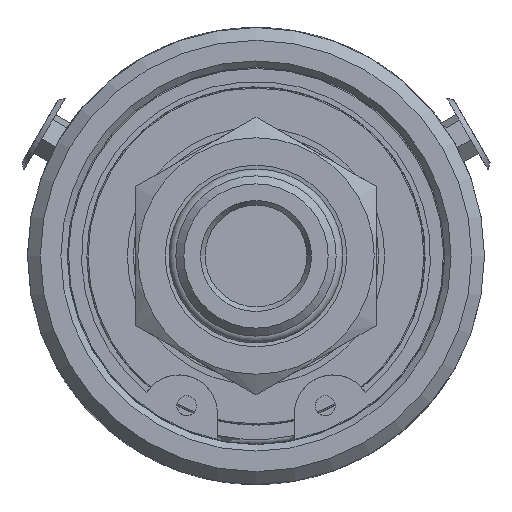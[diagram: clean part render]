
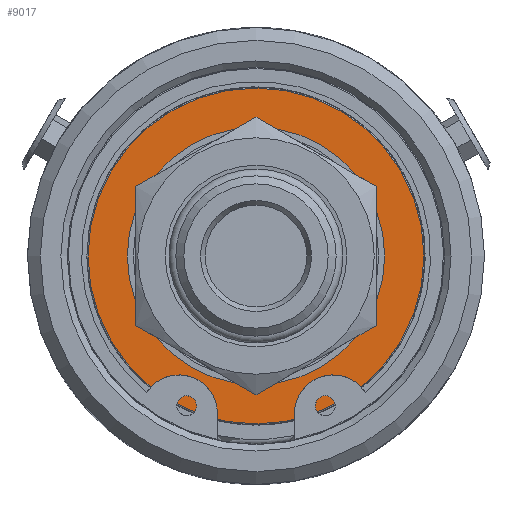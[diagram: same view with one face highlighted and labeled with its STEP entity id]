
A CAD part, left-side view. The second image highlights one B-rep face of the part: STEP entity #9017.
In plain terms, the highlighted planar face has unit normal (-1, 0, 0).
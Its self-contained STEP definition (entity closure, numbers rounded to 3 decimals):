
#1768=PLANE('',#9920);
#1833=FACE_BOUND('',#3240,.T.);
#2679=FACE_OUTER_BOUND('',#3239,.T.);
#3239=EDGE_LOOP('',(#8321,#8322));
#3240=EDGE_LOOP('',(#8323,#8324));
#3572=CIRCLE('',#9918,16.05);
#3573=CIRCLE('',#9919,16.05);
#3574=CIRCLE('',#9921,20.95);
#3575=CIRCLE('',#9922,20.95);
#4450=VERTEX_POINT('',#20232);
#4451=VERTEX_POINT('',#20233);
#4452=VERTEX_POINT('',#20238);
#4453=VERTEX_POINT('',#20239);
#5758=EDGE_CURVE('',#4450,#4451,#3572,.T.);
#5759=EDGE_CURVE('',#4451,#4450,#3573,.T.);
#5761=EDGE_CURVE('',#4452,#4453,#3574,.T.);
#5762=EDGE_CURVE('',#4453,#4452,#3575,.T.);
#8321=ORIENTED_EDGE('',*,*,#5761,.F.);
#8322=ORIENTED_EDGE('',*,*,#5762,.F.);
#8323=ORIENTED_EDGE('',*,*,#5758,.T.);
#8324=ORIENTED_EDGE('',*,*,#5759,.T.);
#9017=ADVANCED_FACE('',(#2679,#1833),#1768,.T.);
#9918=AXIS2_PLACEMENT_3D('',#20234,#12131,#12132);
#9919=AXIS2_PLACEMENT_3D('',#20235,#12133,#12134);
#9920=AXIS2_PLACEMENT_3D('',#20237,#12136,#12137);
#9921=AXIS2_PLACEMENT_3D('',#20240,#12138,#12139);
#9922=AXIS2_PLACEMENT_3D('',#20241,#12140,#12141);
#12131=DIRECTION('center_axis',(1.,0.,0.));
#12132=DIRECTION('ref_axis',(0.,-1.,0.));
#12133=DIRECTION('center_axis',(1.,0.,0.));
#12134=DIRECTION('ref_axis',(0.,-1.,0.));
#12136=DIRECTION('center_axis',(-1.,0.,0.));
#12137=DIRECTION('ref_axis',(0.,1.,0.));
#12138=DIRECTION('center_axis',(1.,0.,0.));
#12139=DIRECTION('ref_axis',(0.,-1.,0.));
#12140=DIRECTION('center_axis',(1.,0.,0.));
#12141=DIRECTION('ref_axis',(0.,-1.,0.));
#20232=CARTESIAN_POINT('',(35.085,-16.05,0.));
#20233=CARTESIAN_POINT('',(35.085,16.05,0.));
#20234=CARTESIAN_POINT('Origin',(35.085,0.,0.));
#20235=CARTESIAN_POINT('Origin',(35.085,0.,0.));
#20237=CARTESIAN_POINT('Origin',(35.085,-18.5,0.));
#20238=CARTESIAN_POINT('',(35.085,-20.95,0.));
#20239=CARTESIAN_POINT('',(35.085,20.95,0.));
#20240=CARTESIAN_POINT('Origin',(35.085,0.,0.));
#20241=CARTESIAN_POINT('Origin',(35.085,0.,0.));
